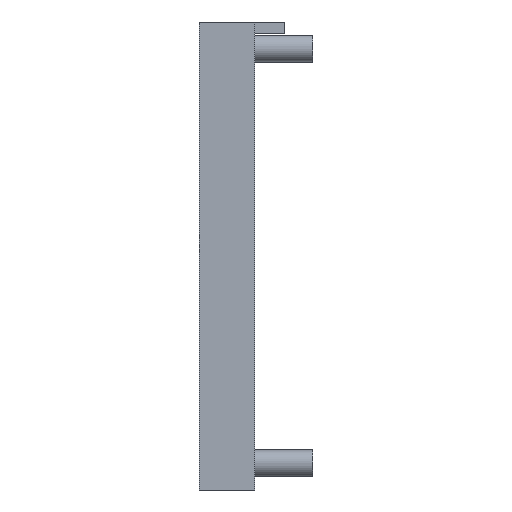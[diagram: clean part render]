
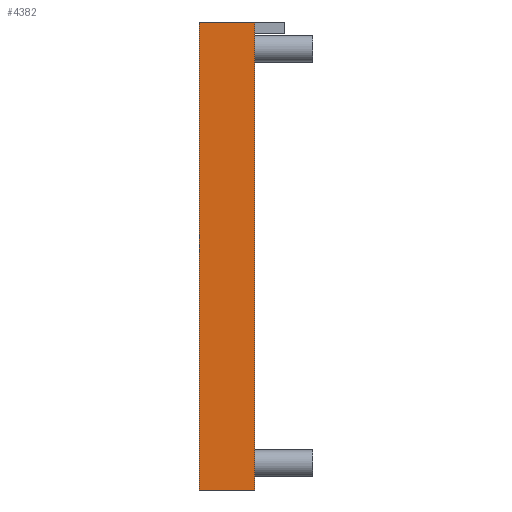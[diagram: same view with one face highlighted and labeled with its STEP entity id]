
A CAD part, left-side view. The second image highlights one B-rep face of the part: STEP entity #4382.
In plain terms, the highlighted planar face has unit normal (-1, 0, 0).
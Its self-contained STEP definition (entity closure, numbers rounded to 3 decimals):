
#32 = AXIS2_PLACEMENT_3D ( 'NONE', #761, #2368, #3958 ) ;
#62 = VECTOR ( 'NONE', #2335, 1000. ) ;
#761 = CARTESIAN_POINT ( 'NONE',  ( -110.5, 2.5, -52.5 ) ) ;
#834 = EDGE_CURVE ( 'NONE', #4762, #2868, #1753, .T. ) ;
#1135 = ORIENTED_EDGE ( 'NONE', *, *, #4164, .F. ) ;
#1180 = CARTESIAN_POINT ( 'NONE',  ( -110.5, -10., -52.5 ) ) ;
#1429 = CARTESIAN_POINT ( 'NONE',  ( -110.5, 2.5, -52.5 ) ) ;
#1463 = LINE ( 'NONE', #3046, #4180 ) ;
#1494 = VECTOR ( 'NONE', #5154, 1000. ) ;
#1753 = LINE ( 'NONE', #2863, #4073 ) ;
#1941 = CARTESIAN_POINT ( 'NONE',  ( -110.5, 2.5, -52.5 ) ) ;
#1947 = CARTESIAN_POINT ( 'NONE',  ( -110.5, 2.5, -52.5 ) ) ;
#2335 = DIRECTION ( 'NONE',  ( 0., 0., 1. ) ) ;
#2368 = DIRECTION ( 'NONE',  ( 1., 0., 0. ) ) ;
#2863 = CARTESIAN_POINT ( 'NONE',  ( -110.5, -10., -52.5 ) ) ;
#2868 = VERTEX_POINT ( 'NONE', #1180 ) ;
#2953 = EDGE_LOOP ( 'NONE', ( #4290, #4301, #1135, #4582 ) ) ;
#3046 = CARTESIAN_POINT ( 'NONE',  ( -110.5, 2.5, 52.5 ) ) ;
#3193 = EDGE_CURVE ( 'NONE', #3503, #5059, #3543, .T. ) ;
#3280 = DIRECTION ( 'NONE',  ( 0., 0., -1. ) ) ;
#3503 = VERTEX_POINT ( 'NONE', #1429 ) ;
#3543 = LINE ( 'NONE', #1941, #62 ) ;
#3942 = LINE ( 'NONE', #1947, #1494 ) ;
#3953 = CARTESIAN_POINT ( 'NONE',  ( -110.5, -10., 52.5 ) ) ;
#3958 = DIRECTION ( 'NONE',  ( 0., 0., -1. ) ) ;
#4029 = EDGE_CURVE ( 'NONE', #3503, #2868, #3942, .T. ) ;
#4073 = VECTOR ( 'NONE', #3280, 1000. ) ;
#4164 = EDGE_CURVE ( 'NONE', #5059, #4762, #1463, .T. ) ;
#4180 = VECTOR ( 'NONE', #5056, 1000. ) ;
#4290 = ORIENTED_EDGE ( 'NONE', *, *, #4029, .T. ) ;
#4301 = ORIENTED_EDGE ( 'NONE', *, *, #834, .F. ) ;
#4339 = CARTESIAN_POINT ( 'NONE',  ( -110.5, 2.5, 52.5 ) ) ;
#4357 = FACE_OUTER_BOUND ( 'NONE', #2953, .T. ) ;
#4382 = ADVANCED_FACE ( 'NONE', ( #4357 ), #5200, .F. ) ;
#4582 = ORIENTED_EDGE ( 'NONE', *, *, #3193, .F. ) ;
#4762 = VERTEX_POINT ( 'NONE', #3953 ) ;
#5056 = DIRECTION ( 'NONE',  ( 0., -1., 0. ) ) ;
#5059 = VERTEX_POINT ( 'NONE', #4339 ) ;
#5154 = DIRECTION ( 'NONE',  ( 0., -1., 0. ) ) ;
#5200 = PLANE ( 'NONE',  #32 ) ;
